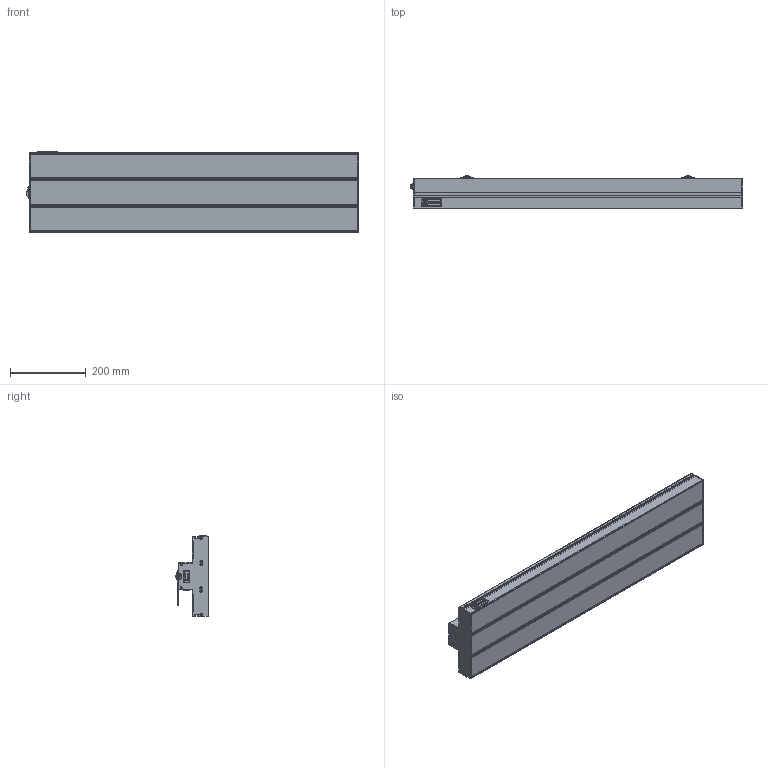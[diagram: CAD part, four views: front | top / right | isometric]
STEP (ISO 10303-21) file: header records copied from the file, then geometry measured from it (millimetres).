
FILE_DESCRIPTION(/* description */ ('VariCAD 2020-1.12 AP-214'),/* implementation_level */ '2;1');
FILE_NAME(/* name */ 'APL-Universal-I A 900 VDA 16 basic DIM_BG.stp',/* time_stamp */ '2020-10-28T15:46:47+01:00',/* author */ (''),/* organization */ (''),/* preprocessor_version */ 'VariCAD 2020-1.12',/* originating_system */ 'VariCAD 2020-1.12; kernel version (20180118)',/* authorisation */ '');
FILE_SCHEMA(('AUTOMOTIVE_DESIGN'));
Products named in the file (4): APL-Universal-I A 900 VDA 16 basic DIM_BG
Assembly tree (3 placements, depth 2):
  APL-Universal-I A 900 VDA 16 basic DIM_BG
    (unnamed)
    (unnamed)
    (unnamed)
Bounding box: 875.6 x 87.6 x 212.21 mm (x, y, z)
Volume: 9460317.9 mm3; surface area: 652230.3 mm2
Topology: 9 solids, 9 shells, 1339 faces, 3542 edges, 2317 vertices
Faces by surface type: plane 687, cylinder 292, cone 136, extrusion 102, torus 100, sphere 22
Entity records: 60126 total; most frequent: CARTESIAN_POINT 19522, ORIENTED_EDGE 7032, DIRECTION 6794, EDGE_CURVE 3516, AXIS2_PLACEMENT_3D 2411, VERTEX_POINT 2317, VECTOR 1972, LINE 1870
